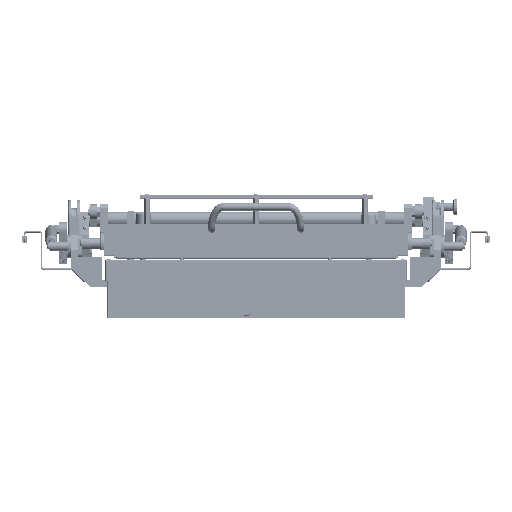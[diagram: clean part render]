
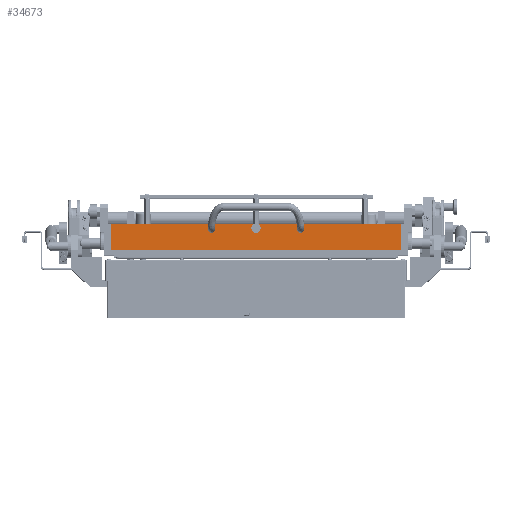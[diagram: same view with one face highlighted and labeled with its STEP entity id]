
A CAD part, top view. The second image highlights one B-rep face of the part: STEP entity #34673.
In plain terms, the highlighted planar face has unit normal (0, 0, 1).
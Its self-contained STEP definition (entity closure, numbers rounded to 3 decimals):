
#2695 = DIRECTION ( 'NONE',  ( -1., 0., 0. ) ) ;
#3926 = CARTESIAN_POINT ( 'NONE',  ( 255., 28., 0. ) ) ;
#16967 = CARTESIAN_POINT ( 'NONE',  ( 135., 28., 0. ) ) ;
#17805 = EDGE_CURVE ( 'NONE', #104783, #100854, #195464, .T. ) ;
#18044 = CARTESIAN_POINT ( 'NONE',  ( 0., 0., 0. ) ) ;
#19238 = LINE ( 'NONE', #18044, #168338 ) ;
#21384 = VECTOR ( 'NONE', #197866, 1000. ) ;
#23910 = CARTESIAN_POINT ( 'NONE',  ( 257.75, 28., 0. ) ) ;
#24112 = CARTESIAN_POINT ( 'NONE',  ( 0., 35., 0. ) ) ;
#24900 = CIRCLE ( 'NONE', #160634, 2.75 ) ;
#25288 = DIRECTION ( 'NONE',  ( -1., 0., 0. ) ) ;
#25969 = AXIS2_PLACEMENT_3D ( 'NONE', #16967, #182185, #87433 ) ;
#28946 = DIRECTION ( 'NONE',  ( 0., 0., 1. ) ) ;
#34673 = ADVANCED_FACE ( 'NONE', ( #135731, #43380, #122313, #157544 ), #192829, .F. ) ;
#36916 = EDGE_CURVE ( 'NONE', #70680, #219172, #218855, .T. ) ;
#38381 = VERTEX_POINT ( 'NONE', #124039 ) ;
#39322 = DIRECTION ( 'NONE',  ( 0., 0., 1. ) ) ;
#41410 = CIRCLE ( 'NONE', #25969, 2.75 ) ;
#43380 = FACE_BOUND ( 'NONE', #52712, .T. ) ;
#48335 = DIRECTION ( 'NONE',  ( -1., 0., 0. ) ) ;
#52712 = EDGE_LOOP ( 'NONE', ( #232910, #220332 ) ) ;
#52889 = VERTEX_POINT ( 'NONE', #147326 ) ;
#55374 = VERTEX_POINT ( 'NONE', #122613 ) ;
#58032 = DIRECTION ( 'NONE',  ( 1., 0., 0. ) ) ;
#59068 = CARTESIAN_POINT ( 'NONE',  ( 390., 0., 0. ) ) ;
#60119 = ORIENTED_EDGE ( 'NONE', *, *, #230111, .T. ) ;
#66565 = DIRECTION ( 'NONE',  ( 0., 0., -1. ) ) ;
#68842 = CARTESIAN_POINT ( 'NONE',  ( 0., 35., 0. ) ) ;
#70680 = VERTEX_POINT ( 'NONE', #205885 ) ;
#70884 = ORIENTED_EDGE ( 'NONE', *, *, #187567, .T. ) ;
#71324 = CARTESIAN_POINT ( 'NONE',  ( 199.25, 29.5, 0. ) ) ;
#75198 = EDGE_CURVE ( 'NONE', #55374, #177336, #97911, .T. ) ;
#81180 = LINE ( 'NONE', #24112, #83220 ) ;
#83220 = VECTOR ( 'NONE', #25288, 1000. ) ;
#85997 = CARTESIAN_POINT ( 'NONE',  ( 390., 35., 0. ) ) ;
#87380 = VERTEX_POINT ( 'NONE', #85997 ) ;
#87433 = DIRECTION ( 'NONE',  ( -1., 0., 0. ) ) ;
#94360 = AXIS2_PLACEMENT_3D ( 'NONE', #140708, #28946, #195377 ) ;
#97911 = CIRCLE ( 'NONE', #94360, 4.25 ) ;
#98050 = DIRECTION ( 'NONE',  ( -1., 0., 0. ) ) ;
#98259 = EDGE_LOOP ( 'NONE', ( #238012, #133951 ) ) ;
#98678 = AXIS2_PLACEMENT_3D ( 'NONE', #189144, #113846, #98050 ) ;
#100854 = VERTEX_POINT ( 'NONE', #116026 ) ;
#104783 = VERTEX_POINT ( 'NONE', #68842 ) ;
#104975 = CIRCLE ( 'NONE', #117121, 2.75 ) ;
#105399 = LINE ( 'NONE', #59068, #162129 ) ;
#110829 = AXIS2_PLACEMENT_3D ( 'NONE', #230491, #229299, #175754 ) ;
#111919 = ORIENTED_EDGE ( 'NONE', *, *, #194327, .T. ) ;
#113846 = DIRECTION ( 'NONE',  ( 0., 0., -1. ) ) ;
#116026 = CARTESIAN_POINT ( 'NONE',  ( 0., 0., 0. ) ) ;
#117121 = AXIS2_PLACEMENT_3D ( 'NONE', #3926, #226172, #2695 ) ;
#122313 = FACE_BOUND ( 'NONE', #222194, .T. ) ;
#122613 = CARTESIAN_POINT ( 'NONE',  ( 190.75, 29.5, 0. ) ) ;
#122648 = ORIENTED_EDGE ( 'NONE', *, *, #186574, .F. ) ;
#123781 = CARTESIAN_POINT ( 'NONE',  ( 0., 0., 0. ) ) ;
#124039 = CARTESIAN_POINT ( 'NONE',  ( 252.25, 28., 0. ) ) ;
#131678 = CARTESIAN_POINT ( 'NONE',  ( 195., 29.5, 0. ) ) ;
#133653 = VERTEX_POINT ( 'NONE', #23910 ) ;
#133951 = ORIENTED_EDGE ( 'NONE', *, *, #209131, .T. ) ;
#135731 = FACE_BOUND ( 'NONE', #98259, .T. ) ;
#140708 = CARTESIAN_POINT ( 'NONE',  ( 195., 29.5, 0. ) ) ;
#147326 = CARTESIAN_POINT ( 'NONE',  ( 390., 0., 0. ) ) ;
#157544 = FACE_OUTER_BOUND ( 'NONE', #168915, .T. ) ;
#160634 = AXIS2_PLACEMENT_3D ( 'NONE', #233079, #66565, #48335 ) ;
#162129 = VECTOR ( 'NONE', #206109, 1000. ) ;
#165662 = CIRCLE ( 'NONE', #208372, 4.25 ) ;
#168338 = VECTOR ( 'NONE', #58032, 1000. ) ;
#168915 = EDGE_LOOP ( 'NONE', ( #221860, #60119, #70884, #111919 ) ) ;
#175754 = DIRECTION ( 'NONE',  ( -1., 0., 0. ) ) ;
#177336 = VERTEX_POINT ( 'NONE', #71324 ) ;
#178218 = DIRECTION ( 'NONE',  ( 1., 0., 0. ) ) ;
#182185 = DIRECTION ( 'NONE',  ( 0., 0., -1. ) ) ;
#186574 = EDGE_CURVE ( 'NONE', #177336, #55374, #165662, .T. ) ;
#187567 = EDGE_CURVE ( 'NONE', #52889, #87380, #105399, .T. ) ;
#189144 = CARTESIAN_POINT ( 'NONE',  ( 135., 28., 0. ) ) ;
#192829 = PLANE ( 'NONE',  #110829 ) ;
#194327 = EDGE_CURVE ( 'NONE', #87380, #104783, #81180, .T. ) ;
#195377 = DIRECTION ( 'NONE',  ( 1., 0., 0. ) ) ;
#195464 = LINE ( 'NONE', #123781, #21384 ) ;
#197866 = DIRECTION ( 'NONE',  ( 0., -1., 0. ) ) ;
#205885 = CARTESIAN_POINT ( 'NONE',  ( 132.25, 28., 0. ) ) ;
#206109 = DIRECTION ( 'NONE',  ( 0., 1., 0. ) ) ;
#208372 = AXIS2_PLACEMENT_3D ( 'NONE', #131678, #39322, #178218 ) ;
#209131 = EDGE_CURVE ( 'NONE', #133653, #38381, #24900, .T. ) ;
#218855 = CIRCLE ( 'NONE', #98678, 2.75 ) ;
#219172 = VERTEX_POINT ( 'NONE', #237519 ) ;
#220332 = ORIENTED_EDGE ( 'NONE', *, *, #223831, .T. ) ;
#221860 = ORIENTED_EDGE ( 'NONE', *, *, #17805, .T. ) ;
#222194 = EDGE_LOOP ( 'NONE', ( #122648, #229828 ) ) ;
#223831 = EDGE_CURVE ( 'NONE', #219172, #70680, #41410, .T. ) ;
#226172 = DIRECTION ( 'NONE',  ( 0., 0., -1. ) ) ;
#227056 = EDGE_CURVE ( 'NONE', #38381, #133653, #104975, .T. ) ;
#229299 = DIRECTION ( 'NONE',  ( 0., 0., -1. ) ) ;
#229828 = ORIENTED_EDGE ( 'NONE', *, *, #75198, .F. ) ;
#230111 = EDGE_CURVE ( 'NONE', #100854, #52889, #19238, .T. ) ;
#230491 = CARTESIAN_POINT ( 'NONE',  ( 0., 35., 0. ) ) ;
#232910 = ORIENTED_EDGE ( 'NONE', *, *, #36916, .T. ) ;
#233079 = CARTESIAN_POINT ( 'NONE',  ( 255., 28., 0. ) ) ;
#237519 = CARTESIAN_POINT ( 'NONE',  ( 137.75, 28., 0. ) ) ;
#238012 = ORIENTED_EDGE ( 'NONE', *, *, #227056, .T. ) ;
